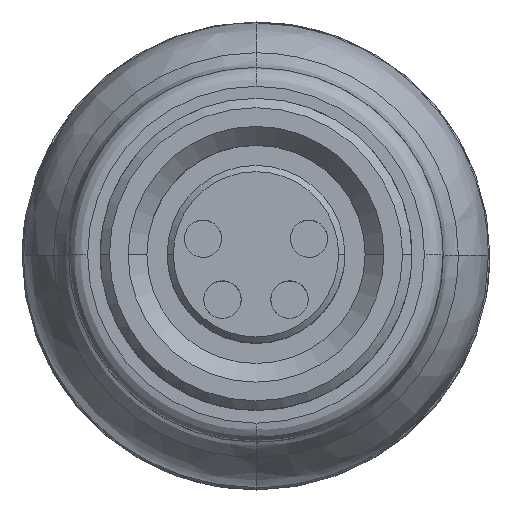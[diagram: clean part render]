
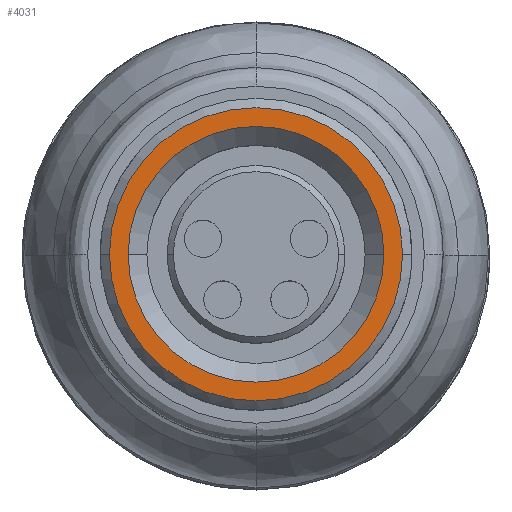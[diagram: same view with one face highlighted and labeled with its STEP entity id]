
A CAD part, top view. The second image highlights one B-rep face of the part: STEP entity #4031.
In plain terms, the highlighted planar face has unit normal (0, 0, 1).
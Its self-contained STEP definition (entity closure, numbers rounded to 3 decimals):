
#3977=AXIS2_PLACEMENT_3D('Circle Axis2P3D',#3975,#3976,$) ;
#3994=AXIS2_PLACEMENT_3D('Circle Axis2P3D',#3992,#3993,$) ;
#4007=AXIS2_PLACEMENT_3D('Plane Axis2P3D',#4004,#4005,#4006) ;
#4015=AXIS2_PLACEMENT_3D('Circle Axis2P3D',#4013,#4014,$) ;
#4024=AXIS2_PLACEMENT_3D('Circle Axis2P3D',#4022,#4023,$) ;
#3965=CARTESIAN_POINT('Vertex',(12.2,7.5,43.2)) ;
#3972=CARTESIAN_POINT('Vertex',(2.8,7.5,43.2)) ;
#3975=CARTESIAN_POINT('Axis2P3D Location',(7.5,7.5,43.2)) ;
#3992=CARTESIAN_POINT('Axis2P3D Location',(7.5,7.5,43.2)) ;
#4004=CARTESIAN_POINT('Axis2P3D Location',(11.9,7.5,43.2)) ;
#4013=CARTESIAN_POINT('Axis2P3D Location',(7.5,7.5,43.2)) ;
#4017=CARTESIAN_POINT('Vertex',(3.4,7.5,43.2)) ;
#4019=CARTESIAN_POINT('Vertex',(11.6,7.5,43.2)) ;
#4022=CARTESIAN_POINT('Axis2P3D Location',(7.5,7.5,43.2)) ;
#3976=DIRECTION('Axis2P3D Direction',(0.,0.,-1.)) ;
#3993=DIRECTION('Axis2P3D Direction',(0.,0.,-1.)) ;
#4005=DIRECTION('Axis2P3D Direction',(0.,0.,1.)) ;
#4006=DIRECTION('Axis2P3D XDirection',(0.,1.,0.)) ;
#4014=DIRECTION('Axis2P3D Direction',(0.,0.,1.)) ;
#4023=DIRECTION('Axis2P3D Direction',(0.,0.,1.)) ;
#4010=ORIENTED_EDGE('',*,*,#3979,.T.) ;
#4011=ORIENTED_EDGE('',*,*,#3996,.T.) ;
#4028=ORIENTED_EDGE('',*,*,#4021,.F.) ;
#4029=ORIENTED_EDGE('',*,*,#4026,.F.) ;
#4030=FACE_BOUND('',#4027,.T.) ;
#4031=ADVANCED_FACE('Hauptkoerper',(#4012,#4030),#4008,.T.) ;
#3978=CIRCLE('generated circle',#3977,4.7) ;
#3995=CIRCLE('generated circle',#3994,4.7) ;
#4016=CIRCLE('generated circle',#4015,4.1) ;
#4025=CIRCLE('generated circle',#4024,4.1) ;
#3979=EDGE_CURVE('',#3966,#3973,#3978,.F.) ;
#3996=EDGE_CURVE('',#3973,#3966,#3995,.F.) ;
#4021=EDGE_CURVE('',#4018,#4020,#4016,.T.) ;
#4026=EDGE_CURVE('',#4020,#4018,#4025,.T.) ;
#4009=EDGE_LOOP('',(#4010,#4011)) ;
#4027=EDGE_LOOP('',(#4028,#4029)) ;
#4012=FACE_OUTER_BOUND('',#4009,.T.) ;
#4008=PLANE('',#4007) ;
#3966=VERTEX_POINT('',#3965) ;
#3973=VERTEX_POINT('',#3972) ;
#4018=VERTEX_POINT('',#4017) ;
#4020=VERTEX_POINT('',#4019) ;
